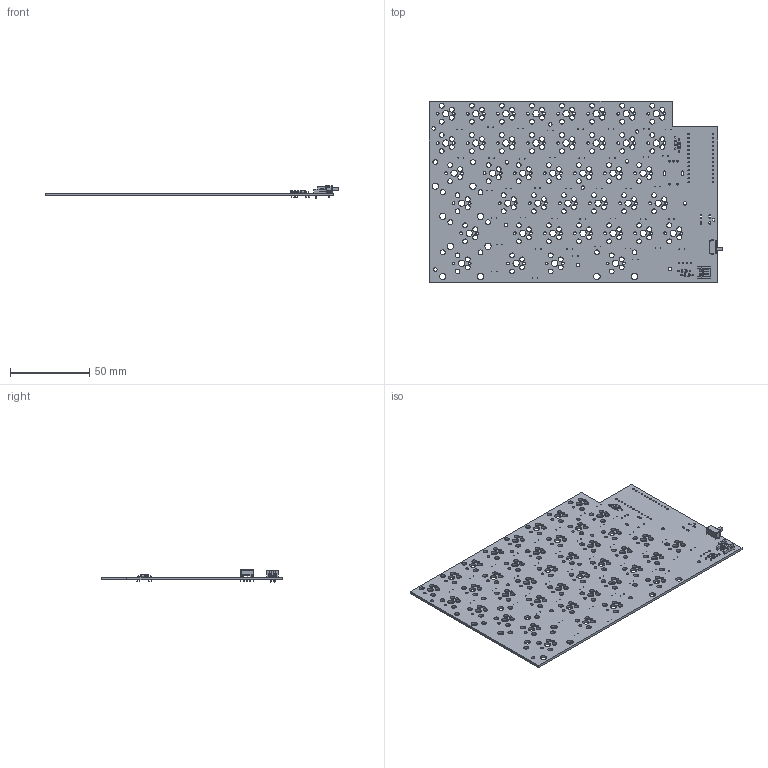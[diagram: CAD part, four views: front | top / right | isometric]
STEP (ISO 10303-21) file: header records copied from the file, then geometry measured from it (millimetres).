
FILE_DESCRIPTION(('KiCad electronic assembly'),'2;1');
FILE_NAME('simple_split_MX.step','2025-01-10T11:59:57',('Pcbnew'),( 'Kicad'),'Open CASCADE STEP processor 7.8','KiCad to STEP converter' ,'Unknown');
FILE_SCHEMA(('AUTOMOTIVE_DESIGN { 1 0 10303 214 1 1 1 1 }'));
Length unit declared in the file: millimetre
Products named in the file (8): simple_split_MX 1; R_Axial_DIN0204_L3.6mm_D1.6mm_P7.62mm_Horizontal; R_Axial_DIN0204_L36mm_D16mm_P762mm_Horizontal; JST_EH_S2B-EH_1x02_P2.50mm_Horizontal; JST_S2B_EH; SW_Slide_SPDT_Angled_CK_OS102011MA1Q; simple_split_MX_PCB
Assembly tree (10 placements, depth 3):
  simple_split_MX 1
    R_Axial_DIN0204_L3.6mm_D1.6mm_P7.62mm_Horizontal  x4
      R_Axial_DIN0204_L36mm_D16mm_P762mm_Horizontal
    JST_EH_S2B-EH_1x02_P2.50mm_Horizontal
      JST_S2B_EH
    SW_Slide_SPDT_Angled_CK_OS102011MA1Q
      SW_Slide_SPDT_Angled_CK_OS102011MA1Q
    simple_split_MX_PCB
Bounding box: 185.3 x 114.5 x 7.9 mm (x, y, z)
Volume: 29419.8 mm3; surface area: 43291.4 mm2
Topology: 12 solids, 12 shells, 868 faces, 2316 edges, 1492 vertices
Faces by surface type: cylinder 510, plane 342, torus 16
Full cylindrical faces by diameter (mm): 0.4 x82, 0.5 x16, 0.7 x8, 0.889 x26, 0.9 x7, 1 x7, 1.44 x4, 1.5 x2, 1.6 x8, 1.702 x82, 2.2 x11, 3 x164, 3.048 x10, 3.988 x51
Entity records: 30452 total; most frequent: DIRECTION 4875, CARTESIAN_POINT 4507, ORIENTED_EDGE 4470, EDGE_CURVE 2235, AXIS2_PLACEMENT_3D 1812, FACE_BOUND 1739, EDGE_LOOP 1739, VERTEX_POINT 1444
